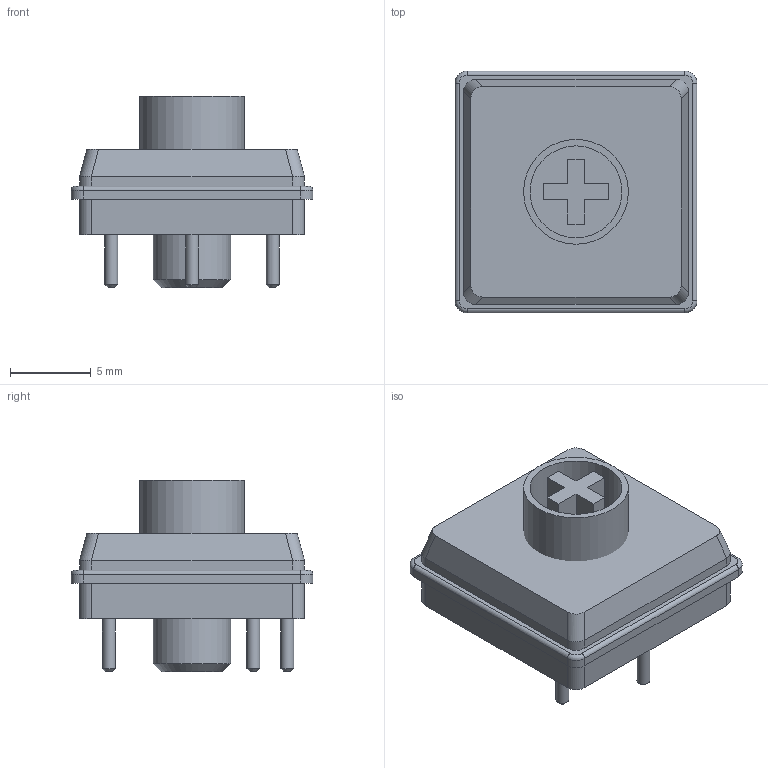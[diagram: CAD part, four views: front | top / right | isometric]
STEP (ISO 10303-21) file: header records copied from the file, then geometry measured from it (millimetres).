
FILE_DESCRIPTION(/* description */ (''),/* implementation_level */ '2;1');
FILE_NAME(/* name */ 'Kaihl Choc v2 switch.step',/* time_stamp */ '2020-04-20T12:04:38+01:00',/* author */ (''),/* organization */ (''),/* preprocessor_version */ 'ST-DEVELOPER v18.1',/* originating_system */ 'Autodesk Translation Framework v9.2.0.1227',/* authorisation */ '');
FILE_SCHEMA (('AUTOMOTIVE_DESIGN { 1 0 10303 214 3 1 1 }'));
Length unit declared in the file: millimetre
Products named in the file (3): Kaihl Choc v2 switch; Housing; Stem
Assembly tree (2 placements, depth 2):
  Kaihl Choc v2 switch
    Housing
    Stem
Bounding box: 15 x 15 x 11.9 mm (x, y, z)
Volume: 1132.2 mm3; surface area: 1533.8 mm2
Topology: 7 solids, 7 shells, 82 faces, 186 edges, 120 vertices
Faces by surface type: plane 48, cylinder 26, torus 4, cone 4
Full cylindrical faces by diameter (mm): 0.8 x3, 4.8 x1, 5.7 x1, 6.5 x1
Entity records: 2414 total; most frequent: DIRECTION 424, CARTESIAN_POINT 393, ORIENTED_EDGE 372, EDGE_CURVE 186, AXIS2_PLACEMENT_3D 151, LINE 122, VECTOR 122, VERTEX_POINT 120
